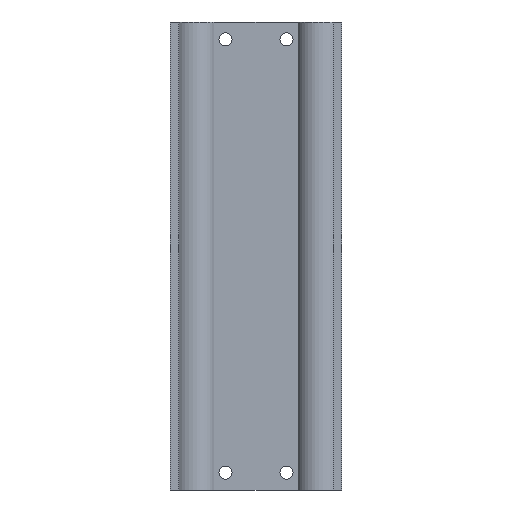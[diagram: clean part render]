
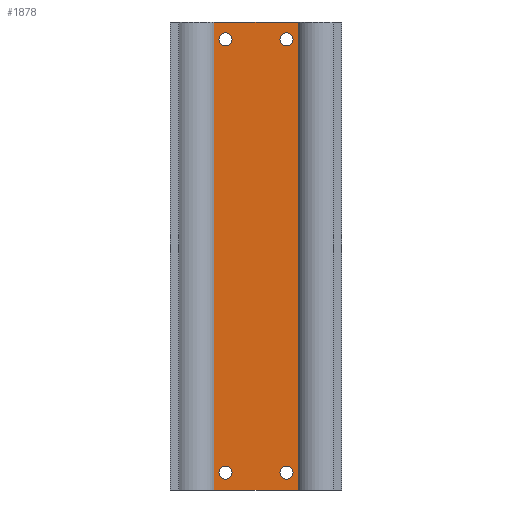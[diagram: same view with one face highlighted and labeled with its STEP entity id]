
A CAD part, front view. The second image highlights one B-rep face of the part: STEP entity #1878.
In plain terms, the highlighted planar face has unit normal (0, -1, 0).
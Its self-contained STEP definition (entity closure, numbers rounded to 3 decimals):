
#64 = FACE_OUTER_BOUND ( 'NONE', #4858, .T. ) ;
#98 = CARTESIAN_POINT ( 'NONE',  ( 10.5, -3., -8.25 ) ) ;
#151 = ORIENTED_EDGE ( 'NONE', *, *, #4175, .F. ) ;
#206 = VERTEX_POINT ( 'NONE', #4761 ) ;
#302 = LINE ( 'NONE', #4260, #1627 ) ;
#317 = CIRCLE ( 'NONE', #3428, 2.25 ) ;
#514 = DIRECTION ( 'NONE',  ( 1., 0., 0. ) ) ;
#520 = DIRECTION ( 'NONE',  ( 0., -1., 0. ) ) ;
#578 = CARTESIAN_POINT ( 'NONE',  ( 10.5, -3., -6. ) ) ;
#629 = CARTESIAN_POINT ( 'NONE',  ( 10.5, -3., -152.75 ) ) ;
#633 = VERTEX_POINT ( 'NONE', #995 ) ;
#774 = VECTOR ( 'NONE', #1044, 1000. ) ;
#970 = DIRECTION ( 'NONE',  ( 0., -1., 0. ) ) ;
#995 = CARTESIAN_POINT ( 'NONE',  ( -10.5, -3., -152.75 ) ) ;
#1013 = CARTESIAN_POINT ( 'NONE',  ( 10.5, -3., -155. ) ) ;
#1014 = VERTEX_POINT ( 'NONE', #629 ) ;
#1041 = EDGE_CURVE ( 'NONE', #3440, #5601, #3541, .T. ) ;
#1044 = DIRECTION ( 'NONE',  ( 0., 0., 1. ) ) ;
#1181 = VERTEX_POINT ( 'NONE', #2910 ) ;
#1222 = DIRECTION ( 'NONE',  ( 1., 0., 0. ) ) ;
#1380 = CARTESIAN_POINT ( 'NONE',  ( -10.5, -3., -8.25 ) ) ;
#1441 = DIRECTION ( 'NONE',  ( 1., 0., 0. ) ) ;
#1584 = DIRECTION ( 'NONE',  ( 1., 0., 0. ) ) ;
#1627 = VECTOR ( 'NONE', #4351, 1000. ) ;
#1658 = EDGE_CURVE ( 'NONE', #1944, #6042, #2154, .T. ) ;
#1675 = AXIS2_PLACEMENT_3D ( 'NONE', #578, #520, #514 ) ;
#1680 = AXIS2_PLACEMENT_3D ( 'NONE', #1697, #5204, #2246 ) ;
#1697 = CARTESIAN_POINT ( 'NONE',  ( -10.5, -3., -155. ) ) ;
#1749 = EDGE_CURVE ( 'NONE', #6042, #1944, #317, .T. ) ;
#1750 = DIRECTION ( 'NONE',  ( 0., -1., 0. ) ) ;
#1782 = DIRECTION ( 'NONE',  ( 0., -1., 0. ) ) ;
#1816 = DIRECTION ( 'NONE',  ( 1., 0., 0. ) ) ;
#1828 = CARTESIAN_POINT ( 'NONE',  ( -10.5, -3., -6. ) ) ;
#1832 = AXIS2_PLACEMENT_3D ( 'NONE', #2288, #5735, #2778 ) ;
#1878 = ADVANCED_FACE ( 'NONE', ( #5546, #4076, #2929, #4395, #64 ), #4420, .T. ) ;
#1890 = ORIENTED_EDGE ( 'NONE', *, *, #6348, .F. ) ;
#1939 = CARTESIAN_POINT ( 'NONE',  ( -10.5, -3., -6. ) ) ;
#1944 = VERTEX_POINT ( 'NONE', #1380 ) ;
#2154 = CIRCLE ( 'NONE', #6186, 2.25 ) ;
#2238 = CARTESIAN_POINT ( 'NONE',  ( 10.5, -3., -157.25 ) ) ;
#2246 = DIRECTION ( 'NONE',  ( 1., 0., 0. ) ) ;
#2288 = CARTESIAN_POINT ( 'NONE',  ( 10.5, -3., -6. ) ) ;
#2402 = LINE ( 'NONE', #2625, #774 ) ;
#2566 = DIRECTION ( 'NONE',  ( 0., -1., 0. ) ) ;
#2616 = CIRCLE ( 'NONE', #3003, 2.25 ) ;
#2625 = CARTESIAN_POINT ( 'NONE',  ( -14.517, -3., -161. ) ) ;
#2766 = CARTESIAN_POINT ( 'NONE',  ( -14.517, -3., 0. ) ) ;
#2778 = DIRECTION ( 'NONE',  ( 1., 0., 0. ) ) ;
#2894 = EDGE_CURVE ( 'NONE', #6581, #1181, #302, .T. ) ;
#2910 = CARTESIAN_POINT ( 'NONE',  ( 14.517, -3., 0. ) ) ;
#2929 = FACE_BOUND ( 'NONE', #4293, .T. ) ;
#3003 = AXIS2_PLACEMENT_3D ( 'NONE', #4054, #970, #4559 ) ;
#3044 = DIRECTION ( 'NONE',  ( 0., 0., 1. ) ) ;
#3049 = VERTEX_POINT ( 'NONE', #3148 ) ;
#3080 = EDGE_CURVE ( 'NONE', #206, #1181, #3652, .T. ) ;
#3133 = ORIENTED_EDGE ( 'NONE', *, *, #1749, .F. ) ;
#3148 = CARTESIAN_POINT ( 'NONE',  ( -14.517, -3., -161. ) ) ;
#3187 = ORIENTED_EDGE ( 'NONE', *, *, #5398, .T. ) ;
#3239 = CARTESIAN_POINT ( 'NONE',  ( 14.517, -3., -161. ) ) ;
#3324 = CARTESIAN_POINT ( 'NONE',  ( -10.5, -3., -3.75 ) ) ;
#3353 = EDGE_LOOP ( 'NONE', ( #5522, #1890 ) ) ;
#3428 = AXIS2_PLACEMENT_3D ( 'NONE', #1939, #1782, #1441 ) ;
#3440 = VERTEX_POINT ( 'NONE', #98 ) ;
#3516 = CARTESIAN_POINT ( 'NONE',  ( 10.5, -3., -3.75 ) ) ;
#3541 = CIRCLE ( 'NONE', #1675, 2.25 ) ;
#3652 = LINE ( 'NONE', #3239, #6120 ) ;
#3733 = EDGE_CURVE ( 'NONE', #5601, #3440, #6083, .T. ) ;
#3995 = ORIENTED_EDGE ( 'NONE', *, *, #2894, .F. ) ;
#4054 = CARTESIAN_POINT ( 'NONE',  ( -10.5, -3., -155. ) ) ;
#4076 = FACE_BOUND ( 'NONE', #3353, .T. ) ;
#4088 = LINE ( 'NONE', #5298, #4242 ) ;
#4133 = EDGE_CURVE ( 'NONE', #1014, #6574, #5036, .T. ) ;
#4175 = EDGE_CURVE ( 'NONE', #3049, #6581, #2402, .T. ) ;
#4187 = DIRECTION ( 'NONE',  ( 1., 0., 0. ) ) ;
#4201 = ORIENTED_EDGE ( 'NONE', *, *, #3080, .T. ) ;
#4238 = AXIS2_PLACEMENT_3D ( 'NONE', #5517, #2566, #6001 ) ;
#4242 = VECTOR ( 'NONE', #1816, 1000. ) ;
#4260 = CARTESIAN_POINT ( 'NONE',  ( 14.517, -3., 0. ) ) ;
#4277 = CARTESIAN_POINT ( 'NONE',  ( -10.5, -3., -157.25 ) ) ;
#4293 = EDGE_LOOP ( 'NONE', ( #5533, #5621 ) ) ;
#4320 = AXIS2_PLACEMENT_3D ( 'NONE', #4349, #4665, #4187 ) ;
#4343 = EDGE_CURVE ( 'NONE', #633, #5980, #4415, .T. ) ;
#4349 = CARTESIAN_POINT ( 'NONE',  ( 14.517, -3., -161. ) ) ;
#4351 = DIRECTION ( 'NONE',  ( 1., 0., 0. ) ) ;
#4395 = FACE_BOUND ( 'NONE', #4598, .T. ) ;
#4415 = CIRCLE ( 'NONE', #1680, 2.25 ) ;
#4420 = PLANE ( 'NONE',  #4320 ) ;
#4515 = ORIENTED_EDGE ( 'NONE', *, *, #5175, .F. ) ;
#4559 = DIRECTION ( 'NONE',  ( 1., 0., 0. ) ) ;
#4581 = DIRECTION ( 'NONE',  ( 0., -1., 0. ) ) ;
#4598 = EDGE_LOOP ( 'NONE', ( #3133, #5333 ) ) ;
#4665 = DIRECTION ( 'NONE',  ( 0., -1., 0. ) ) ;
#4761 = CARTESIAN_POINT ( 'NONE',  ( 14.517, -3., -161. ) ) ;
#4858 = EDGE_LOOP ( 'NONE', ( #3995, #151, #3187, #4201 ) ) ;
#5036 = CIRCLE ( 'NONE', #6465, 2.25 ) ;
#5175 = EDGE_CURVE ( 'NONE', #6574, #1014, #6004, .T. ) ;
#5204 = DIRECTION ( 'NONE',  ( 0., -1., 0. ) ) ;
#5298 = CARTESIAN_POINT ( 'NONE',  ( 14.517, -3., -161. ) ) ;
#5333 = ORIENTED_EDGE ( 'NONE', *, *, #1658, .F. ) ;
#5398 = EDGE_CURVE ( 'NONE', #3049, #206, #4088, .T. ) ;
#5517 = CARTESIAN_POINT ( 'NONE',  ( 10.5, -3., -155. ) ) ;
#5522 = ORIENTED_EDGE ( 'NONE', *, *, #4343, .F. ) ;
#5533 = ORIENTED_EDGE ( 'NONE', *, *, #3733, .F. ) ;
#5546 = FACE_BOUND ( 'NONE', #6213, .T. ) ;
#5601 = VERTEX_POINT ( 'NONE', #3516 ) ;
#5621 = ORIENTED_EDGE ( 'NONE', *, *, #1041, .F. ) ;
#5735 = DIRECTION ( 'NONE',  ( 0., -1., 0. ) ) ;
#5823 = ORIENTED_EDGE ( 'NONE', *, *, #4133, .F. ) ;
#5980 = VERTEX_POINT ( 'NONE', #4277 ) ;
#6001 = DIRECTION ( 'NONE',  ( 1., 0., 0. ) ) ;
#6004 = CIRCLE ( 'NONE', #4238, 2.25 ) ;
#6042 = VERTEX_POINT ( 'NONE', #3324 ) ;
#6083 = CIRCLE ( 'NONE', #1832, 2.25 ) ;
#6120 = VECTOR ( 'NONE', #3044, 1000. ) ;
#6186 = AXIS2_PLACEMENT_3D ( 'NONE', #1828, #1750, #1222 ) ;
#6213 = EDGE_LOOP ( 'NONE', ( #5823, #4515 ) ) ;
#6348 = EDGE_CURVE ( 'NONE', #5980, #633, #2616, .T. ) ;
#6465 = AXIS2_PLACEMENT_3D ( 'NONE', #1013, #4581, #1584 ) ;
#6574 = VERTEX_POINT ( 'NONE', #2238 ) ;
#6581 = VERTEX_POINT ( 'NONE', #2766 ) ;
